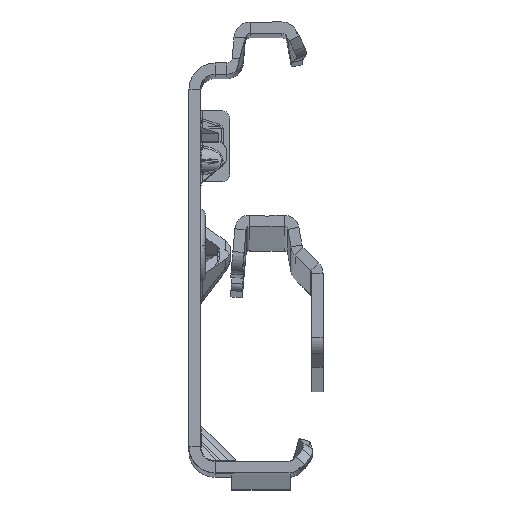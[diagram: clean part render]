
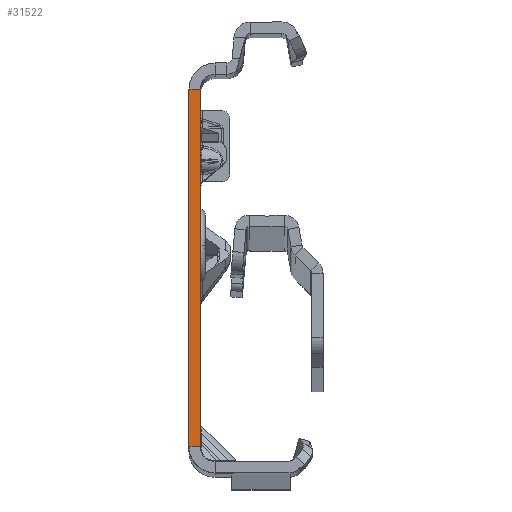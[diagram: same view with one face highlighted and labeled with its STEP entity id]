
A CAD part, top view. The second image highlights one B-rep face of the part: STEP entity #31522.
In plain terms, the highlighted planar face has unit normal (0, 0, 1).
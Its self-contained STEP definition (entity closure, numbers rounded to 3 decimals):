
#1980 = CARTESIAN_POINT ( 'NONE',  ( -1.5, 22.135, 0. ) ) ;
#2951 = VERTEX_POINT ( 'NONE', #29758 ) ;
#4653 = CARTESIAN_POINT ( 'NONE',  ( 0., -27.865, 0. ) ) ;
#4926 = DIRECTION ( 'NONE',  ( 0., -1., 0. ) ) ;
#5921 = DIRECTION ( 'NONE',  ( -1., 0., 0. ) ) ;
#6973 = AXIS2_PLACEMENT_3D ( 'NONE', #54341, #42123, #46268 ) ;
#9844 = VECTOR ( 'NONE', #5921, 1000. ) ;
#11065 = VECTOR ( 'NONE', #45658, 1000. ) ;
#12035 = LINE ( 'NONE', #28848, #11065 ) ;
#14242 = LINE ( 'NONE', #23574, #9844 ) ;
#15759 = EDGE_CURVE ( 'NONE', #37763, #2951, #20131, .T. ) ;
#16256 = VERTEX_POINT ( 'NONE', #1980 ) ;
#16859 = CARTESIAN_POINT ( 'NONE',  ( 0., 22.135, 0. ) ) ;
#20131 = LINE ( 'NONE', #4653, #28832 ) ;
#22342 = ORIENTED_EDGE ( 'NONE', *, *, #52544, .T. ) ;
#23271 = ORIENTED_EDGE ( 'NONE', *, *, #15759, .F. ) ;
#23574 = CARTESIAN_POINT ( 'NONE',  ( 0., 22.135, 0. ) ) ;
#25936 = EDGE_CURVE ( 'NONE', #2951, #35371, #12035, .T. ) ;
#28832 = VECTOR ( 'NONE', #43259, 1000. ) ;
#28848 = CARTESIAN_POINT ( 'NONE',  ( 0., -25.865, 0. ) ) ;
#29451 = PLANE ( 'NONE',  #6973 ) ;
#29758 = CARTESIAN_POINT ( 'NONE',  ( 0., -25.865, 0. ) ) ;
#31349 = ORIENTED_EDGE ( 'NONE', *, *, #48931, .T. ) ;
#31522 = ADVANCED_FACE ( 'NONE', ( #50176 ), #29451, .T. ) ;
#34495 = ORIENTED_EDGE ( 'NONE', *, *, #25936, .F. ) ;
#34721 = CARTESIAN_POINT ( 'NONE',  ( -1.5, -27.865, 0. ) ) ;
#35371 = VERTEX_POINT ( 'NONE', #39256 ) ;
#37292 = VECTOR ( 'NONE', #4926, 1000. ) ;
#37763 = VERTEX_POINT ( 'NONE', #16859 ) ;
#39130 = EDGE_LOOP ( 'NONE', ( #23271, #31349, #22342, #34495 ) ) ;
#39256 = CARTESIAN_POINT ( 'NONE',  ( -1.5, -25.865, 0. ) ) ;
#42123 = DIRECTION ( 'NONE',  ( 0., 0., 1. ) ) ;
#42706 = LINE ( 'NONE', #34721, #37292 ) ;
#43259 = DIRECTION ( 'NONE',  ( 0., -1., 0. ) ) ;
#45658 = DIRECTION ( 'NONE',  ( -1., 0., 0. ) ) ;
#46268 = DIRECTION ( 'NONE',  ( 1., 0., 0. ) ) ;
#48931 = EDGE_CURVE ( 'NONE', #37763, #16256, #14242, .T. ) ;
#50176 = FACE_OUTER_BOUND ( 'NONE', #39130, .T. ) ;
#52544 = EDGE_CURVE ( 'NONE', #16256, #35371, #42706, .T. ) ;
#54341 = CARTESIAN_POINT ( 'NONE',  ( -1.5, -27.865, 0. ) ) ;
